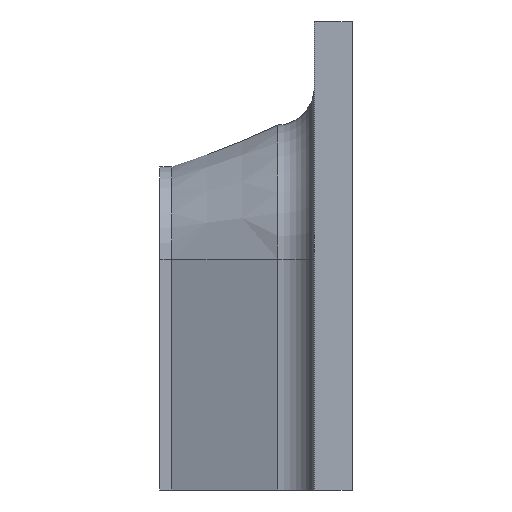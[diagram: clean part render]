
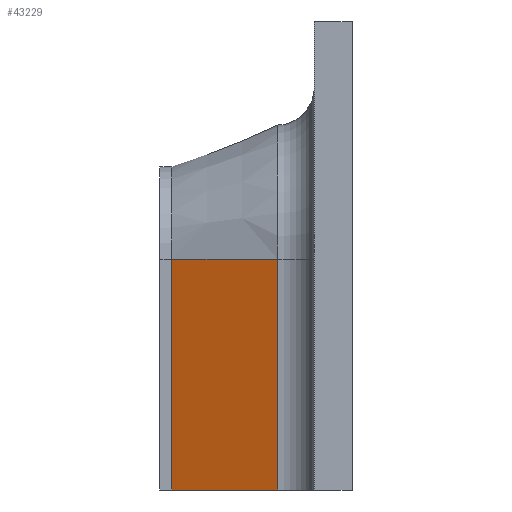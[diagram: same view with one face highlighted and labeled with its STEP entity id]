
A CAD part, left-side view. The second image highlights one B-rep face of the part: STEP entity #43229.
In plain terms, the highlighted planar face has unit normal (-0.93, 0.366, 0).
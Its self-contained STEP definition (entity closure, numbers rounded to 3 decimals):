
#1042 = VECTOR ( 'NONE', #41341, 1000. ) ;
#1200 = DIRECTION ( 'NONE',  ( 0.93, -0.367, 0. ) ) ;
#3333 = ORIENTED_EDGE ( 'NONE', *, *, #93229, .F. ) ;
#6986 = CARTESIAN_POINT ( 'NONE',  ( -10.6, 0.998, -18.25 ) ) ;
#11050 = ORIENTED_EDGE ( 'NONE', *, *, #58525, .T. ) ;
#12982 = CARTESIAN_POINT ( 'NONE',  ( -10.6, 0.998, -18.25 ) ) ;
#16292 = EDGE_LOOP ( 'NONE', ( #100752, #11050, #30998, #3333 ) ) ;
#21784 = DIRECTION ( 'NONE',  ( 0., 0., 1. ) ) ;
#24724 = CARTESIAN_POINT ( 'NONE',  ( -7.161, 9.729, 0. ) ) ;
#30998 = ORIENTED_EDGE ( 'NONE', *, *, #75809, .T. ) ;
#32492 = DIRECTION ( 'NONE',  ( 0.367, 0.93, 0. ) ) ;
#35112 = LINE ( 'NONE', #73900, #1042 ) ;
#39096 = CARTESIAN_POINT ( 'NONE',  ( -7.3, 9.376, 0. ) ) ;
#41341 = DIRECTION ( 'NONE',  ( 0., 0., 1. ) ) ;
#43229 = ADVANCED_FACE ( 'NONE', ( #60089 ), #71508, .F. ) ;
#44842 = CARTESIAN_POINT ( 'NONE',  ( -10.6, 0.998, -20. ) ) ;
#47077 = CARTESIAN_POINT ( 'NONE',  ( -10.6, 0.998, -20. ) ) ;
#48762 = VECTOR ( 'NONE', #94266, 1000. ) ;
#58525 = EDGE_CURVE ( 'NONE', #96287, #76455, #74916, .T. ) ;
#59668 = LINE ( 'NONE', #24724, #48762 ) ;
#60089 = FACE_OUTER_BOUND ( 'NONE', #16292, .T. ) ;
#64724 = VERTEX_POINT ( 'NONE', #92591 ) ;
#65893 = AXIS2_PLACEMENT_3D ( 'NONE', #47077, #1200, #32492 ) ;
#69185 = VERTEX_POINT ( 'NONE', #39096 ) ;
#69994 = VECTOR ( 'NONE', #91088, 1000. ) ;
#71156 = EDGE_CURVE ( 'NONE', #96287, #69185, #35112, .T. ) ;
#71508 = PLANE ( 'NONE',  #65893 ) ;
#73900 = CARTESIAN_POINT ( 'NONE',  ( -7.3, 9.376, -20. ) ) ;
#74916 = LINE ( 'NONE', #12982, #69994 ) ;
#75809 = EDGE_CURVE ( 'NONE', #76455, #64724, #85775, .T. ) ;
#76455 = VERTEX_POINT ( 'NONE', #6986 ) ;
#78573 = CARTESIAN_POINT ( 'NONE',  ( -7.3, 9.376, -18.25 ) ) ;
#85775 = LINE ( 'NONE', #44842, #86956 ) ;
#86956 = VECTOR ( 'NONE', #21784, 1000. ) ;
#91088 = DIRECTION ( 'NONE',  ( -0.367, -0.93, 0. ) ) ;
#92591 = CARTESIAN_POINT ( 'NONE',  ( -10.6, 0.998, 0. ) ) ;
#93229 = EDGE_CURVE ( 'NONE', #69185, #64724, #59668, .T. ) ;
#94266 = DIRECTION ( 'NONE',  ( -0.367, -0.93, 0. ) ) ;
#96287 = VERTEX_POINT ( 'NONE', #78573 ) ;
#100752 = ORIENTED_EDGE ( 'NONE', *, *, #71156, .F. ) ;
